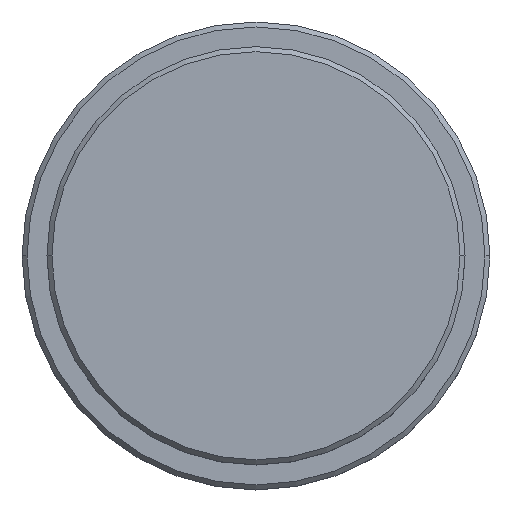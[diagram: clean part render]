
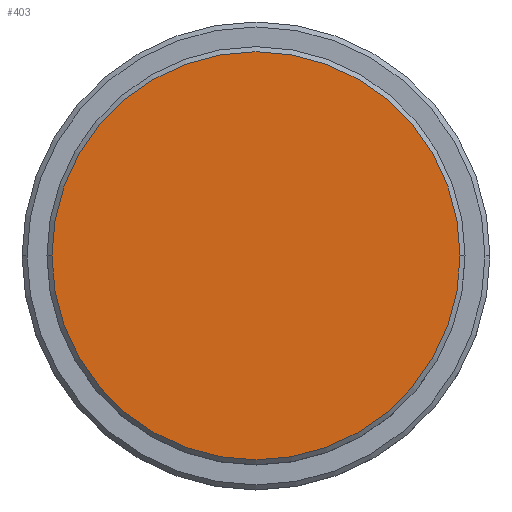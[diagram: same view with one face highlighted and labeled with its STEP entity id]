
A CAD part, top view. The second image highlights one B-rep face of the part: STEP entity #403.
In plain terms, the highlighted planar face has unit normal (0, 0, 1).
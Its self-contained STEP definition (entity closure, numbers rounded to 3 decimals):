
#42 = EDGE_LOOP ( 'NONE', ( #114, #1217 ) ) ;
#92 = CARTESIAN_POINT ( 'NONE',  ( 20.5, 0., 0. ) ) ;
#110 = DIRECTION ( 'NONE',  ( 1., 0., 0. ) ) ;
#114 = ORIENTED_EDGE ( 'NONE', *, *, #1204, .T. ) ;
#134 = VERTEX_POINT ( 'NONE', #608 ) ;
#174 = AXIS2_PLACEMENT_3D ( 'NONE', #837, #617, #399 ) ;
#311 = AXIS2_PLACEMENT_3D ( 'NONE', #634, #495, #712 ) ;
#399 = DIRECTION ( 'NONE',  ( 1., 0., 0. ) ) ;
#403 = ADVANCED_FACE ( 'NONE', ( #1417 ), #1210, .T. ) ;
#495 = DIRECTION ( 'NONE',  ( 0., 0., 1. ) ) ;
#550 = CARTESIAN_POINT ( 'NONE',  ( 0., 0., 0. ) ) ;
#608 = CARTESIAN_POINT ( 'NONE',  ( -20.5, 0., 0. ) ) ;
#617 = DIRECTION ( 'NONE',  ( 0., 0., 1. ) ) ;
#634 = CARTESIAN_POINT ( 'NONE',  ( 0., 0., 0. ) ) ;
#712 = DIRECTION ( 'NONE',  ( 1., 0., 0. ) ) ;
#837 = CARTESIAN_POINT ( 'NONE',  ( 0., 0., 0. ) ) ;
#875 = DIRECTION ( 'NONE',  ( 0., 0., 1. ) ) ;
#974 = CIRCLE ( 'NONE', #311, 20.5 ) ;
#995 = CIRCLE ( 'NONE', #174, 20.5 ) ;
#1170 = EDGE_CURVE ( 'NONE', #1197, #134, #995, .T. ) ;
#1197 = VERTEX_POINT ( 'NONE', #92 ) ;
#1204 = EDGE_CURVE ( 'NONE', #134, #1197, #974, .T. ) ;
#1210 = PLANE ( 'NONE',  #1358 ) ;
#1217 = ORIENTED_EDGE ( 'NONE', *, *, #1170, .T. ) ;
#1358 = AXIS2_PLACEMENT_3D ( 'NONE', #550, #875, #110 ) ;
#1417 = FACE_OUTER_BOUND ( 'NONE', #42, .T. ) ;
